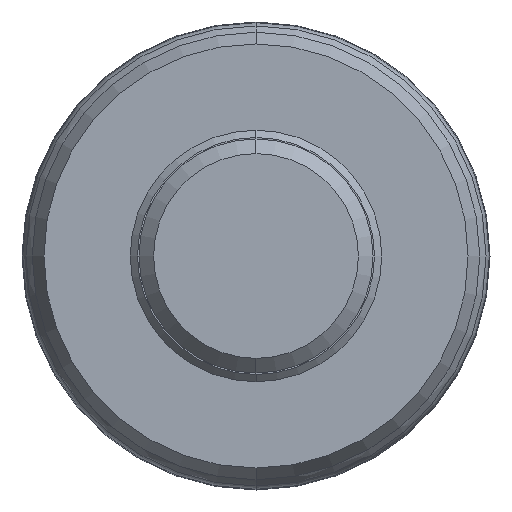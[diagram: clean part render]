
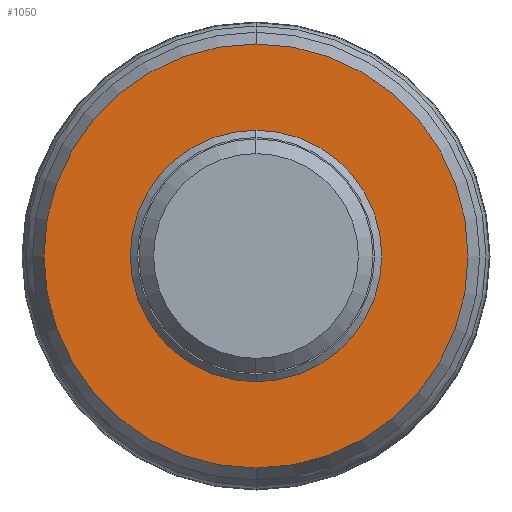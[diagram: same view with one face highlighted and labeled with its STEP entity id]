
A CAD part, left-side view. The second image highlights one B-rep face of the part: STEP entity #1050.
In plain terms, the highlighted planar face has unit normal (-1, 0, 0).
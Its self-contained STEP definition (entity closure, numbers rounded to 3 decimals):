
#18 = CARTESIAN_POINT ( 'NONE',  ( -38.86, 14.5, 0. ) ) ;
#37 = DIRECTION ( 'NONE',  ( 0., 0., 1. ) ) ;
#38 = PLANE ( 'NONE',  #470 ) ;
#49 = DIRECTION ( 'NONE',  ( -1., 0., 0. ) ) ;
#251 = ORIENTED_EDGE ( 'NONE', *, *, #402, .T. ) ;
#274 = ORIENTED_EDGE ( 'NONE', *, *, #469, .T. ) ;
#306 = CIRCLE ( 'NONE', #432, 14.5 ) ;
#308 = CIRCLE ( 'NONE', #430, 8.6 ) ;
#317 = CIRCLE ( 'NONE', #468, 14.5 ) ;
#375 = CIRCLE ( 'NONE', #451, 8.6 ) ;
#402 = EDGE_CURVE ( 'NONE', #856, #884, #375, .T. ) ;
#430 = AXIS2_PLACEMENT_3D ( 'NONE', #701, #727, #728 ) ;
#432 = AXIS2_PLACEMENT_3D ( 'NONE', #962, #724, #725 ) ;
#451 = AXIS2_PLACEMENT_3D ( 'NONE', #682, #700, #699 ) ;
#467 = EDGE_CURVE ( 'NONE', #875, #870, #306, .T. ) ;
#468 = AXIS2_PLACEMENT_3D ( 'NONE', #769, #774, #765 ) ;
#469 = EDGE_CURVE ( 'NONE', #884, #856, #308, .T. ) ;
#470 = AXIS2_PLACEMENT_3D ( 'NONE', #18, #49, #37 ) ;
#513 = EDGE_CURVE ( 'NONE', #870, #875, #317, .T. ) ;
#597 = EDGE_LOOP ( 'NONE', ( #274, #251 ) ) ;
#599 = EDGE_LOOP ( 'NONE', ( #638, #646 ) ) ;
#638 = ORIENTED_EDGE ( 'NONE', *, *, #467, .F. ) ;
#646 = ORIENTED_EDGE ( 'NONE', *, *, #513, .F. ) ;
#682 = CARTESIAN_POINT ( 'NONE',  ( -38.86, 0., 0. ) ) ;
#699 = DIRECTION ( 'NONE',  ( 0., 0., -1. ) ) ;
#700 = DIRECTION ( 'NONE',  ( 1., 0., 0. ) ) ;
#701 = CARTESIAN_POINT ( 'NONE',  ( -38.86, 0., 0. ) ) ;
#724 = DIRECTION ( 'NONE',  ( 1., 0., 0. ) ) ;
#725 = DIRECTION ( 'NONE',  ( 0., 0., -1. ) ) ;
#727 = DIRECTION ( 'NONE',  ( 1., 0., 0. ) ) ;
#728 = DIRECTION ( 'NONE',  ( 0., 0., -1. ) ) ;
#750 = CARTESIAN_POINT ( 'NONE',  ( -38.86, 0., 8.6 ) ) ;
#765 = DIRECTION ( 'NONE',  ( 0., 0., -1. ) ) ;
#769 = CARTESIAN_POINT ( 'NONE',  ( -38.86, 0., 0. ) ) ;
#774 = DIRECTION ( 'NONE',  ( 1., 0., 0. ) ) ;
#802 = CARTESIAN_POINT ( 'NONE',  ( -38.86, 0., 14.5 ) ) ;
#813 = CARTESIAN_POINT ( 'NONE',  ( -38.86, 0., -14.5 ) ) ;
#822 = CARTESIAN_POINT ( 'NONE',  ( -38.86, 0., -8.6 ) ) ;
#856 = VERTEX_POINT ( 'NONE', #750 ) ;
#870 = VERTEX_POINT ( 'NONE', #802 ) ;
#875 = VERTEX_POINT ( 'NONE', #813 ) ;
#884 = VERTEX_POINT ( 'NONE', #822 ) ;
#962 = CARTESIAN_POINT ( 'NONE',  ( -38.86, 0., 0. ) ) ;
#1050 = ADVANCED_FACE ( 'NONE', ( #1111, #1121 ), #38, .T. ) ;
#1111 = FACE_BOUND ( 'NONE', #597, .T. ) ;
#1121 = FACE_OUTER_BOUND ( 'NONE', #599, .T. ) ;
